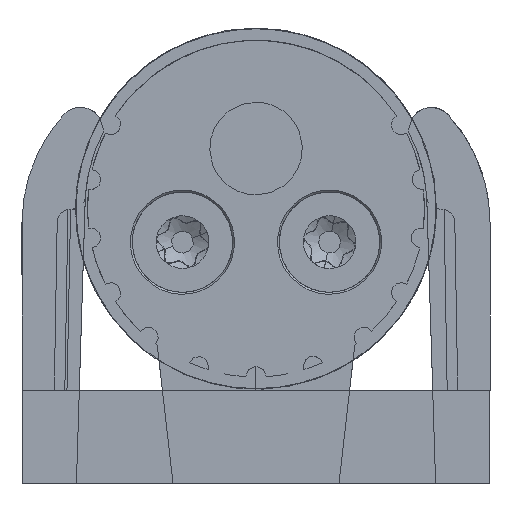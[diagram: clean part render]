
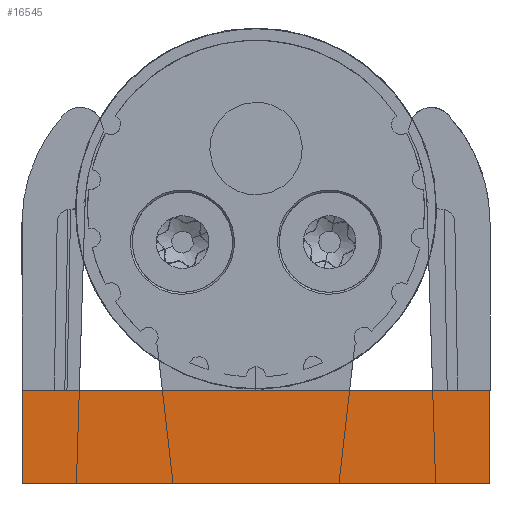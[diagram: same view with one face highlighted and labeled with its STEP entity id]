
A CAD part, front view. The second image highlights one B-rep face of the part: STEP entity #16545.
In plain terms, the highlighted planar face has unit normal (0, -1, 0).
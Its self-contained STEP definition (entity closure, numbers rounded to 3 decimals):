
#16537=AXIS2_PLACEMENT_3D('Plane Axis2P3D',#16534,#16535,#16536) ;
#14918=CARTESIAN_POINT('Vertex',(35.,0.,0.)) ;
#14921=CARTESIAN_POINT('Line Origine',(17.5,0.,0.)) ;
#14925=CARTESIAN_POINT('Vertex',(0.,0.,0.)) ;
#15328=CARTESIAN_POINT('Line Origine',(0.,0.,3.5)) ;
#15332=CARTESIAN_POINT('Vertex',(0.,0.,7.)) ;
#15526=CARTESIAN_POINT('Vertex',(35.,0.,7.)) ;
#15529=CARTESIAN_POINT('Line Origine',(35.,0.,3.5)) ;
#16507=CARTESIAN_POINT('Line Origine',(17.5,0.,7.)) ;
#16534=CARTESIAN_POINT('Axis2P3D Location',(-1.75,0.,-1.828)) ;
#14922=DIRECTION('Vector Direction',(1.,0.,0.)) ;
#15329=DIRECTION('Vector Direction',(0.,0.,1.)) ;
#15530=DIRECTION('Vector Direction',(0.,0.,1.)) ;
#16508=DIRECTION('Vector Direction',(-1.,0.,0.)) ;
#16535=DIRECTION('Axis2P3D Direction',(0.,-1.,0.)) ;
#16536=DIRECTION('Axis2P3D XDirection',(1.,0.,0.)) ;
#14923=VECTOR('Line Direction',#14922,1.) ;
#15330=VECTOR('Line Direction',#15329,1.) ;
#15531=VECTOR('Line Direction',#15530,1.) ;
#16509=VECTOR('Line Direction',#16508,1.) ;
#16540=ORIENTED_EDGE('',*,*,#15533,.T.) ;
#16541=ORIENTED_EDGE('',*,*,#16511,.T.) ;
#16542=ORIENTED_EDGE('',*,*,#15334,.F.) ;
#16543=ORIENTED_EDGE('',*,*,#14927,.T.) ;
#16545=ADVANCED_FACE('Hauptkoerper',(#16544),#16538,.T.) ;
#14927=EDGE_CURVE('',#14926,#14919,#14924,.T.) ;
#15334=EDGE_CURVE('',#14926,#15333,#15331,.T.) ;
#15533=EDGE_CURVE('',#14919,#15527,#15532,.T.) ;
#16511=EDGE_CURVE('',#15527,#15333,#16510,.T.) ;
#16539=EDGE_LOOP('',(#16540,#16541,#16542,#16543)) ;
#16544=FACE_OUTER_BOUND('',#16539,.T.) ;
#14924=LINE('Line',#14921,#14923) ;
#15331=LINE('Line',#15328,#15330) ;
#15532=LINE('Line',#15529,#15531) ;
#16510=LINE('Line',#16507,#16509) ;
#16538=PLANE('',#16537) ;
#14919=VERTEX_POINT('',#14918) ;
#14926=VERTEX_POINT('',#14925) ;
#15333=VERTEX_POINT('',#15332) ;
#15527=VERTEX_POINT('',#15526) ;
